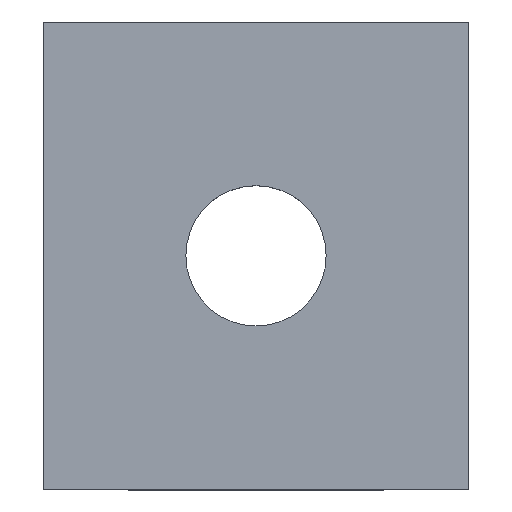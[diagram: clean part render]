
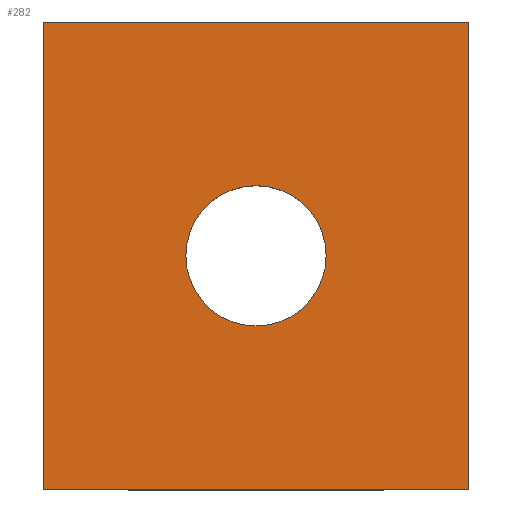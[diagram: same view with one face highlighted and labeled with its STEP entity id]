
A CAD part, top view. The second image highlights one B-rep face of the part: STEP entity #282.
In plain terms, the highlighted planar face has unit normal (0, 0, 1).
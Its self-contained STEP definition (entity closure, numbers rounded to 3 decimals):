
#146=EDGE_CURVE('',#164,#192,#363,.T.);
#148=EDGE_CURVE('',#204,#200,#365,.T.);
#164=VERTEX_POINT('',#383);
#166=EDGE_CURVE('',#164,#172,#385,.T.);
#168=EDGE_CURVE('',#206,#172,#387,.T.);
#172=VERTEX_POINT('',#391);
#184=EDGE_CURVE('',#192,#206,#404,.T.);
#190=EDGE_CURVE('',#200,#204,#411,.T.);
#192=VERTEX_POINT('',#413);
#200=VERTEX_POINT('',#422);
#204=VERTEX_POINT('',#427);
#206=VERTEX_POINT('',#429);
#282=ADVANCED_FACE('',(#515,#516),#517,.T.);
#363=LINE('',#605,#606);
#365=CIRCLE('',#609,3.3);
#383=CARTESIAN_POINT('',(10.0,11.0,5.5));
#385=LINE('',#633,#634);
#387=LINE('',#637,#638);
#391=CARTESIAN_POINT('',(10.0,-11.0,5.5));
#404=LINE('',#662,#663);
#411=CIRCLE('',#673,3.3);
#413=CARTESIAN_POINT('',(-10.0,11.0,5.5));
#422=CARTESIAN_POINT('',(3.3,0.0,5.5));
#427=CARTESIAN_POINT('',(-3.3,0.,5.5));
#429=CARTESIAN_POINT('',(-10.0,-11.0,5.5));
#515=FACE_BOUND('',#814,.T.);
#516=FACE_OUTER_BOUND('',#815,.T.);
#517=PLANE('',#816);
#605=CARTESIAN_POINT('',(10.0,11.0,5.5));
#606=VECTOR('',#893,1.0);
#609=AXIS2_PLACEMENT_3D('',#894,#895,#896);
#633=CARTESIAN_POINT('',(10.0,11.0,5.5));
#634=VECTOR('',#917,1.0);
#637=CARTESIAN_POINT('',(10.0,-11.0,5.5));
#638=VECTOR('',#918,1.0);
#662=CARTESIAN_POINT('',(-10.0,11.0,5.5));
#663=VECTOR('',#930,1.0);
#673=AXIS2_PLACEMENT_3D('',#940,#941,#942);
#814=EDGE_LOOP('',(#1064,#1065));
#815=EDGE_LOOP('',(#1066,#1067,#1068,#1069));
#816=AXIS2_PLACEMENT_3D('',#1070,#1071,#1072);
#893=DIRECTION('',(-1.0,0.0,0.0));
#894=CARTESIAN_POINT('',(0.,0.,5.5));
#895=DIRECTION('',(0.0,0.0,-1.0));
#896=DIRECTION('',(1.0,0.0,0.0));
#917=DIRECTION('',(0.0,-1.0,0.0));
#918=DIRECTION('',(1.0,0.0,0.0));
#930=DIRECTION('',(0.0,-1.0,0.0));
#940=CARTESIAN_POINT('',(0.,0.,5.5));
#941=DIRECTION('',(0.0,0.0,-1.0));
#942=DIRECTION('',(1.0,0.0,0.0));
#1064=ORIENTED_EDGE('',*,*,#190,.T.);
#1065=ORIENTED_EDGE('',*,*,#148,.T.);
#1066=ORIENTED_EDGE('',*,*,#168,.T.);
#1067=ORIENTED_EDGE('',*,*,#166,.F.);
#1068=ORIENTED_EDGE('',*,*,#146,.T.);
#1069=ORIENTED_EDGE('',*,*,#184,.T.);
#1070=CARTESIAN_POINT('',(-10.0,11.0,5.5));
#1071=DIRECTION('',(0.0,0.0,1.0));
#1072=DIRECTION('',(0.0,-1.0,0.0));
